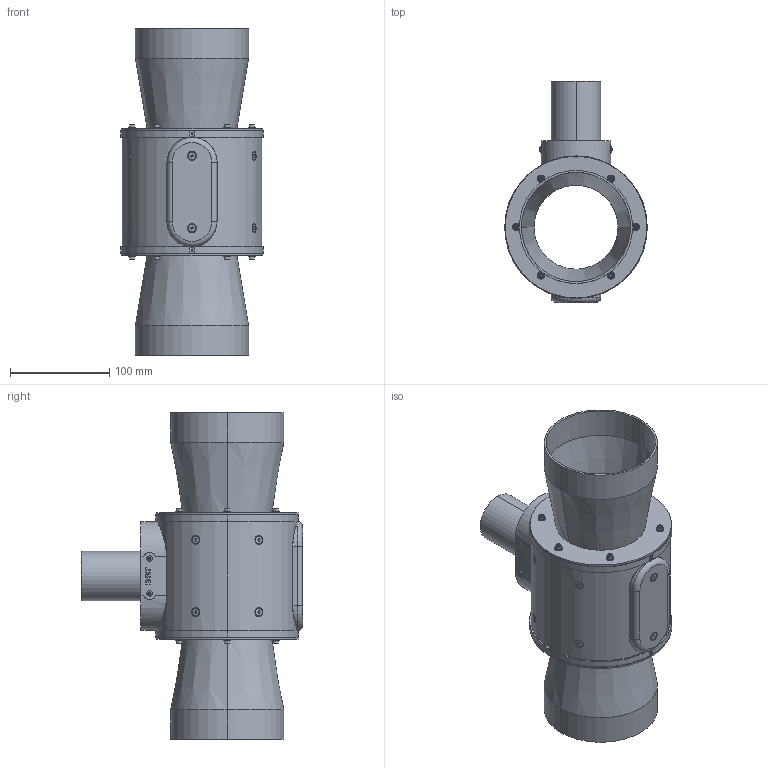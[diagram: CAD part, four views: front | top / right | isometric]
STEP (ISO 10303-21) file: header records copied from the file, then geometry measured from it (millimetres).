
FILE_DESCRIPTION (( 'STEP AP214' ), '1' );
FILE_NAME ('P-086-030-rev-D-BT.STEP', '2022-12-16T09:08:56', ( '' ), ( '' ), 'SwSTEP 2.0', 'SolidWorks 2021', '' );
FILE_SCHEMA (( 'AUTOMOTIVE_DESIGN' ));
Length unit declared in the file: millimetre
Products named in the file (1): P-086-030-rev-D-BT
Bounding box: 144 x 223.22 x 330.06 mm (x, y, z)
Volume: 1602638.1 mm3; surface area: 277251.8 mm2
Topology: 1 solids, 36 shells, 1063 faces, 2464 edges, 1488 vertices
Faces by surface type: plane 491, cylinder 294, cone 141, torus 79, bspline 50, sphere 8
Entity records: 45280 total; most frequent: CARTESIAN_POINT 9791, DIRECTION 5133, ORIENTED_EDGE 4792, EDGE_CURVE 2396, AXIS2_PLACEMENT_3D 1957, VERTEX_POINT 1488, VECTOR 1219, LINE 1219
